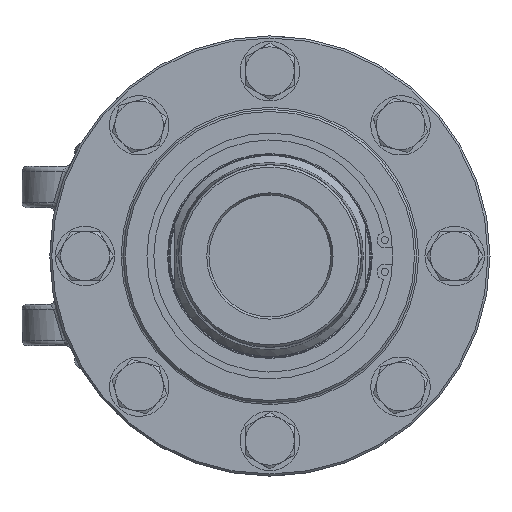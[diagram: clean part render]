
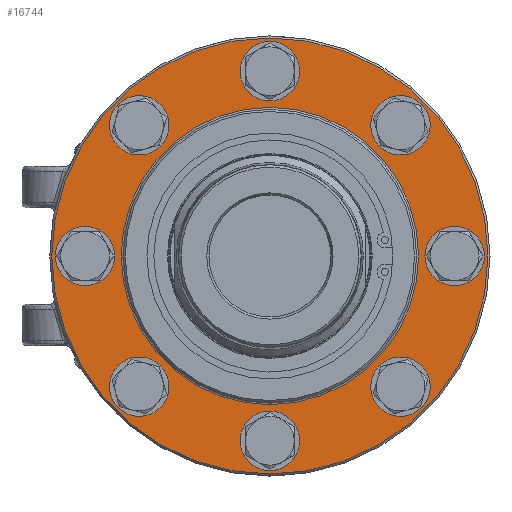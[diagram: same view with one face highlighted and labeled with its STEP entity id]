
A CAD part, left-side view. The second image highlights one B-rep face of the part: STEP entity #16744.
In plain terms, the highlighted planar face has unit normal (-1, 0, 0).
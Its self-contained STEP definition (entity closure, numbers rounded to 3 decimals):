
#413=FACE_BOUND('',#5996,.T.);
#414=FACE_BOUND('',#5997,.T.);
#415=FACE_BOUND('',#5998,.T.);
#416=FACE_BOUND('',#5999,.T.);
#417=FACE_BOUND('',#6000,.T.);
#418=FACE_BOUND('',#6001,.T.);
#419=FACE_BOUND('',#6002,.T.);
#420=FACE_BOUND('',#6003,.T.);
#421=FACE_BOUND('',#6004,.T.);
#4960=FACE_OUTER_BOUND('',#5995,.T.);
#5995=EDGE_LOOP('',(#14659,#14660));
#5996=EDGE_LOOP('',(#14661,#14662));
#5997=EDGE_LOOP('',(#14663,#14664));
#5998=EDGE_LOOP('',(#14665,#14666));
#5999=EDGE_LOOP('',(#14667,#14668));
#6000=EDGE_LOOP('',(#14669,#14670));
#6001=EDGE_LOOP('',(#14671,#14672));
#6002=EDGE_LOOP('',(#14673,#14674));
#6003=EDGE_LOOP('',(#14675,#14676));
#6004=EDGE_LOOP('',(#14677,#14678));
#6284=CIRCLE('',#17438,11.6);
#6285=CIRCLE('',#17439,11.6);
#6290=CIRCLE('',#17446,11.6);
#6291=CIRCLE('',#17447,11.6);
#6294=CIRCLE('',#17452,11.6);
#6295=CIRCLE('',#17453,11.6);
#6300=CIRCLE('',#17460,11.6);
#6301=CIRCLE('',#17461,11.6);
#6306=CIRCLE('',#17468,11.6);
#6307=CIRCLE('',#17469,11.6);
#6310=CIRCLE('',#17474,11.6);
#6311=CIRCLE('',#17475,11.6);
#6316=CIRCLE('',#17482,11.6);
#6317=CIRCLE('',#17483,11.6);
#6324=CIRCLE('',#17493,11.6);
#6325=CIRCLE('',#17494,11.6);
#6505=CIRCLE('',#17814,85.2);
#6506=CIRCLE('',#17815,85.2);
#6507=CIRCLE('',#17817,58.1);
#6508=CIRCLE('',#17818,58.1);
#7754=VERTEX_POINT('',#28497);
#7755=VERTEX_POINT('',#28498);
#7760=VERTEX_POINT('',#28512);
#7761=VERTEX_POINT('',#28513);
#7764=VERTEX_POINT('',#28523);
#7765=VERTEX_POINT('',#28524);
#7770=VERTEX_POINT('',#28538);
#7771=VERTEX_POINT('',#28539);
#7776=VERTEX_POINT('',#28553);
#7777=VERTEX_POINT('',#28554);
#7780=VERTEX_POINT('',#28564);
#7781=VERTEX_POINT('',#28565);
#7786=VERTEX_POINT('',#28579);
#7787=VERTEX_POINT('',#28580);
#7794=VERTEX_POINT('',#28599);
#7795=VERTEX_POINT('',#28600);
#8028=VERTEX_POINT('',#30731);
#8029=VERTEX_POINT('',#30733);
#8030=VERTEX_POINT('',#30737);
#8031=VERTEX_POINT('',#30738);
#9870=EDGE_CURVE('',#7754,#7755,#6284,.T.);
#9871=EDGE_CURVE('',#7755,#7754,#6285,.T.);
#9877=EDGE_CURVE('',#7760,#7761,#6290,.T.);
#9878=EDGE_CURVE('',#7761,#7760,#6291,.T.);
#9882=EDGE_CURVE('',#7764,#7765,#6294,.T.);
#9883=EDGE_CURVE('',#7765,#7764,#6295,.T.);
#9889=EDGE_CURVE('',#7770,#7771,#6300,.T.);
#9890=EDGE_CURVE('',#7771,#7770,#6301,.T.);
#9896=EDGE_CURVE('',#7776,#7777,#6306,.T.);
#9897=EDGE_CURVE('',#7777,#7776,#6307,.T.);
#9901=EDGE_CURVE('',#7780,#7781,#6310,.T.);
#9902=EDGE_CURVE('',#7781,#7780,#6311,.T.);
#9908=EDGE_CURVE('',#7786,#7787,#6316,.T.);
#9909=EDGE_CURVE('',#7787,#7786,#6317,.T.);
#9917=EDGE_CURVE('',#7794,#7795,#6324,.T.);
#9918=EDGE_CURVE('',#7795,#7794,#6325,.T.);
#10292=EDGE_CURVE('',#8028,#8029,#6505,.T.);
#10293=EDGE_CURVE('',#8029,#8028,#6506,.T.);
#10294=EDGE_CURVE('',#8030,#8031,#6507,.T.);
#10295=EDGE_CURVE('',#8031,#8030,#6508,.T.);
#14659=ORIENTED_EDGE('',*,*,#10293,.F.);
#14660=ORIENTED_EDGE('',*,*,#10292,.F.);
#14661=ORIENTED_EDGE('',*,*,#9870,.T.);
#14662=ORIENTED_EDGE('',*,*,#9871,.T.);
#14663=ORIENTED_EDGE('',*,*,#9877,.T.);
#14664=ORIENTED_EDGE('',*,*,#9878,.T.);
#14665=ORIENTED_EDGE('',*,*,#9882,.T.);
#14666=ORIENTED_EDGE('',*,*,#9883,.T.);
#14667=ORIENTED_EDGE('',*,*,#9889,.T.);
#14668=ORIENTED_EDGE('',*,*,#9890,.T.);
#14669=ORIENTED_EDGE('',*,*,#9896,.T.);
#14670=ORIENTED_EDGE('',*,*,#9897,.T.);
#14671=ORIENTED_EDGE('',*,*,#9901,.T.);
#14672=ORIENTED_EDGE('',*,*,#9902,.T.);
#14673=ORIENTED_EDGE('',*,*,#9908,.T.);
#14674=ORIENTED_EDGE('',*,*,#9909,.T.);
#14675=ORIENTED_EDGE('',*,*,#9917,.T.);
#14676=ORIENTED_EDGE('',*,*,#9918,.T.);
#14677=ORIENTED_EDGE('',*,*,#10294,.T.);
#14678=ORIENTED_EDGE('',*,*,#10295,.T.);
#15876=PLANE('',#17816);
#16744=ADVANCED_FACE('',(#4960,#413,#414,#415,#416,#417,#418,#419,#420,
#421),#15876,.T.);
#17438=AXIS2_PLACEMENT_3D('',#28499,#20225,#20226);
#17439=AXIS2_PLACEMENT_3D('',#28500,#20227,#20228);
#17446=AXIS2_PLACEMENT_3D('',#28514,#20242,#20243);
#17447=AXIS2_PLACEMENT_3D('',#28515,#20244,#20245);
#17452=AXIS2_PLACEMENT_3D('',#28525,#20255,#20256);
#17453=AXIS2_PLACEMENT_3D('',#28526,#20257,#20258);
#17460=AXIS2_PLACEMENT_3D('',#28540,#20272,#20273);
#17461=AXIS2_PLACEMENT_3D('',#28541,#20274,#20275);
#17468=AXIS2_PLACEMENT_3D('',#28555,#20289,#20290);
#17469=AXIS2_PLACEMENT_3D('',#28556,#20291,#20292);
#17474=AXIS2_PLACEMENT_3D('',#28566,#20302,#20303);
#17475=AXIS2_PLACEMENT_3D('',#28567,#20304,#20305);
#17482=AXIS2_PLACEMENT_3D('',#28581,#20319,#20320);
#17483=AXIS2_PLACEMENT_3D('',#28582,#20321,#20322);
#17493=AXIS2_PLACEMENT_3D('',#28601,#20342,#20343);
#17494=AXIS2_PLACEMENT_3D('',#28602,#20344,#20345);
#17814=AXIS2_PLACEMENT_3D('',#30734,#21089,#21090);
#17815=AXIS2_PLACEMENT_3D('',#30735,#21091,#21092);
#17816=AXIS2_PLACEMENT_3D('',#30736,#21093,#21094);
#17817=AXIS2_PLACEMENT_3D('',#30739,#21095,#21096);
#17818=AXIS2_PLACEMENT_3D('',#30740,#21097,#21098);
#20225=DIRECTION('center_axis',(1.,0.,0.));
#20226=DIRECTION('ref_axis',(0.,0.707,-0.707));
#20227=DIRECTION('center_axis',(1.,0.,0.));
#20228=DIRECTION('ref_axis',(0.,0.707,-0.707));
#20242=DIRECTION('center_axis',(1.,0.,0.));
#20243=DIRECTION('ref_axis',(0.,0.,-1.));
#20244=DIRECTION('center_axis',(1.,0.,0.));
#20245=DIRECTION('ref_axis',(0.,0.,-1.));
#20255=DIRECTION('center_axis',(1.,0.,0.));
#20256=DIRECTION('ref_axis',(0.,-0.707,-0.707));
#20257=DIRECTION('center_axis',(1.,0.,0.));
#20258=DIRECTION('ref_axis',(0.,-0.707,-0.707));
#20272=DIRECTION('center_axis',(1.,0.,0.));
#20273=DIRECTION('ref_axis',(0.,-1.,0.));
#20274=DIRECTION('center_axis',(1.,0.,0.));
#20275=DIRECTION('ref_axis',(0.,-1.,0.));
#20289=DIRECTION('center_axis',(1.,0.,0.));
#20290=DIRECTION('ref_axis',(0.,-0.707,0.707));
#20291=DIRECTION('center_axis',(1.,0.,0.));
#20292=DIRECTION('ref_axis',(0.,-0.707,0.707));
#20302=DIRECTION('center_axis',(1.,0.,0.));
#20303=DIRECTION('ref_axis',(0.,0.,1.));
#20304=DIRECTION('center_axis',(1.,0.,0.));
#20305=DIRECTION('ref_axis',(0.,0.,1.));
#20319=DIRECTION('center_axis',(1.,0.,0.));
#20320=DIRECTION('ref_axis',(0.,0.707,0.707));
#20321=DIRECTION('center_axis',(1.,0.,0.));
#20322=DIRECTION('ref_axis',(0.,0.707,0.707));
#20342=DIRECTION('center_axis',(1.,0.,0.));
#20343=DIRECTION('ref_axis',(0.,1.,0.));
#20344=DIRECTION('center_axis',(1.,0.,0.));
#20345=DIRECTION('ref_axis',(0.,1.,0.));
#21089=DIRECTION('center_axis',(1.,0.,0.));
#21090=DIRECTION('ref_axis',(0.,1.,0.));
#21091=DIRECTION('center_axis',(1.,0.,0.));
#21092=DIRECTION('ref_axis',(0.,1.,0.));
#21093=DIRECTION('center_axis',(-1.,0.,0.));
#21094=DIRECTION('ref_axis',(0.,0.,1.));
#21095=DIRECTION('center_axis',(1.,0.,0.));
#21096=DIRECTION('ref_axis',(0.,1.,0.));
#21097=DIRECTION('center_axis',(1.,0.,0.));
#21098=DIRECTION('ref_axis',(0.,1.,0.));
#28497=CARTESIAN_POINT('',(-11.76,59.256,-59.256));
#28498=CARTESIAN_POINT('',(-11.76,42.851,-42.851));
#28499=CARTESIAN_POINT('Origin',(-11.76,51.053,-51.053));
#28500=CARTESIAN_POINT('Origin',(-11.76,51.053,-51.053));
#28512=CARTESIAN_POINT('',(-11.76,0.,-83.8));
#28513=CARTESIAN_POINT('',(-11.76,0.,-60.6));
#28514=CARTESIAN_POINT('Origin',(-11.76,0.,-72.2));
#28515=CARTESIAN_POINT('Origin',(-11.76,0.,-72.2));
#28523=CARTESIAN_POINT('',(-11.76,-59.256,-59.256));
#28524=CARTESIAN_POINT('',(-11.76,-42.851,-42.851));
#28525=CARTESIAN_POINT('Origin',(-11.76,-51.053,-51.053));
#28526=CARTESIAN_POINT('Origin',(-11.76,-51.053,-51.053));
#28538=CARTESIAN_POINT('',(-11.76,-83.8,0.));
#28539=CARTESIAN_POINT('',(-11.76,-60.6,0.));
#28540=CARTESIAN_POINT('Origin',(-11.76,-72.2,0.));
#28541=CARTESIAN_POINT('Origin',(-11.76,-72.2,0.));
#28553=CARTESIAN_POINT('',(-11.76,-59.256,59.256));
#28554=CARTESIAN_POINT('',(-11.76,-42.851,42.851));
#28555=CARTESIAN_POINT('Origin',(-11.76,-51.053,51.053));
#28556=CARTESIAN_POINT('Origin',(-11.76,-51.053,51.053));
#28564=CARTESIAN_POINT('',(-11.76,0.,83.8));
#28565=CARTESIAN_POINT('',(-11.76,0.,60.6));
#28566=CARTESIAN_POINT('Origin',(-11.76,0.,72.2));
#28567=CARTESIAN_POINT('Origin',(-11.76,0.,72.2));
#28579=CARTESIAN_POINT('',(-11.76,59.256,59.256));
#28580=CARTESIAN_POINT('',(-11.76,42.851,42.851));
#28581=CARTESIAN_POINT('Origin',(-11.76,51.053,51.053));
#28582=CARTESIAN_POINT('Origin',(-11.76,51.053,51.053));
#28599=CARTESIAN_POINT('',(-11.76,83.8,0.));
#28600=CARTESIAN_POINT('',(-11.76,60.6,0.));
#28601=CARTESIAN_POINT('Origin',(-11.76,72.2,0.));
#28602=CARTESIAN_POINT('Origin',(-11.76,72.2,0.));
#30731=CARTESIAN_POINT('',(-11.76,-85.2,0.));
#30733=CARTESIAN_POINT('',(-11.76,85.2,0.));
#30734=CARTESIAN_POINT('Origin',(-11.76,0.,0.));
#30735=CARTESIAN_POINT('Origin',(-11.76,0.,0.));
#30736=CARTESIAN_POINT('Origin',(-11.76,71.65,0.));
#30737=CARTESIAN_POINT('',(-11.76,58.1,0.));
#30738=CARTESIAN_POINT('',(-11.76,0.,58.1));
#30739=CARTESIAN_POINT('Origin',(-11.76,0.,0.));
#30740=CARTESIAN_POINT('Origin',(-11.76,0.,0.));
